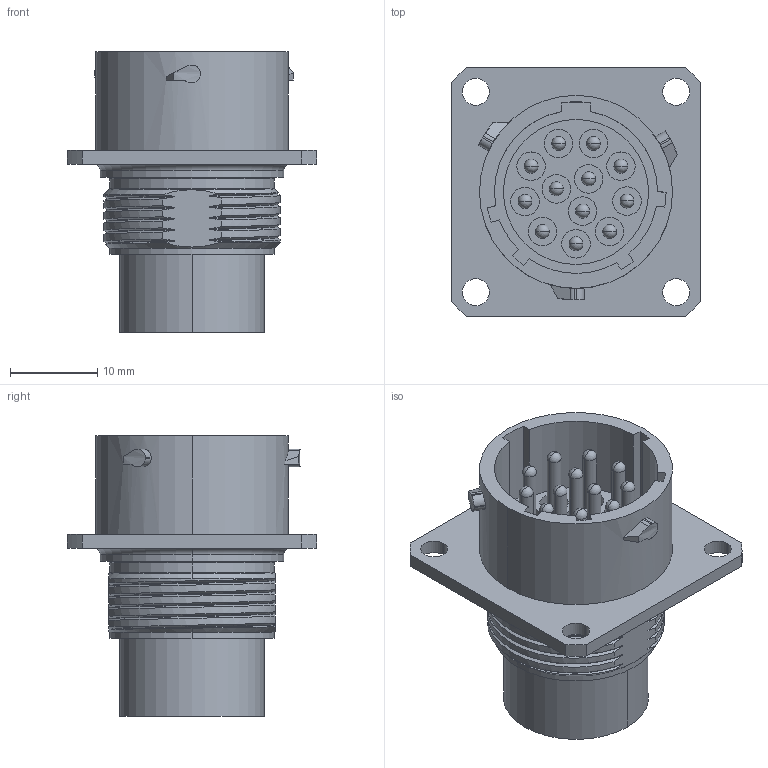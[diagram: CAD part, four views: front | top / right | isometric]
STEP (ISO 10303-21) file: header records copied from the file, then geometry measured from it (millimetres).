
FILE_DESCRIPTION((''),'2;1');
FILE_NAME('UT001412P-CATA_SW_ASM','2010-12-03T',('Gsineau'),(''),'PRO/ENGINEER BY PARAMETRIC TECHNOLOGY CORPORATION, 2010140','PRO/ENGINEER BY PARAMETRIC TECHNOLOGY CORPORATION, 2010140','');
FILE_SCHEMA(('CONFIG_CONTROL_DESIGN'));
Length unit declared in the file: inch
Products named in the file (1): UT001412P-CATA_SW_ASM
Bounding box: 28.57 x 28.57 x 32.2 mm (x, y, z)
Volume: 8115.9 mm3; surface area: 5431.6 mm2
Topology: 1 solids, 1 shells, 265 faces, 653 edges, 411 vertices
Faces by surface type: cylinder 131, plane 67, bspline 33, sphere 24, torus 6, cone 4
Entity records: 10527 total; most frequent: CARTESIAN_POINT 4436, ORIENTED_EDGE 1258, DIRECTION 1227, EDGE_CURVE 629, AXIS2_PLACEMENT_3D 506, VERTEX_POINT 411, EDGE_LOOP 318, CIRCLE 273
